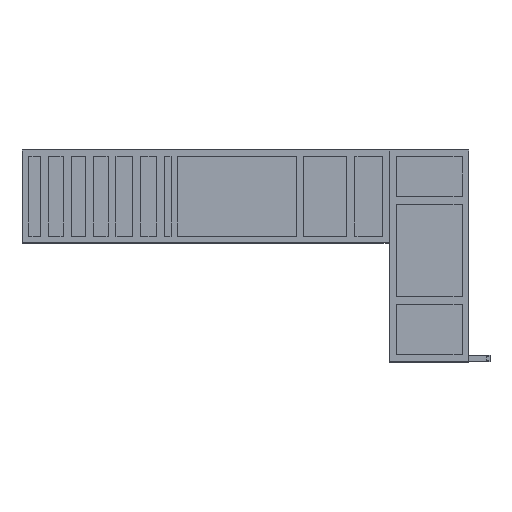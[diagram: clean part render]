
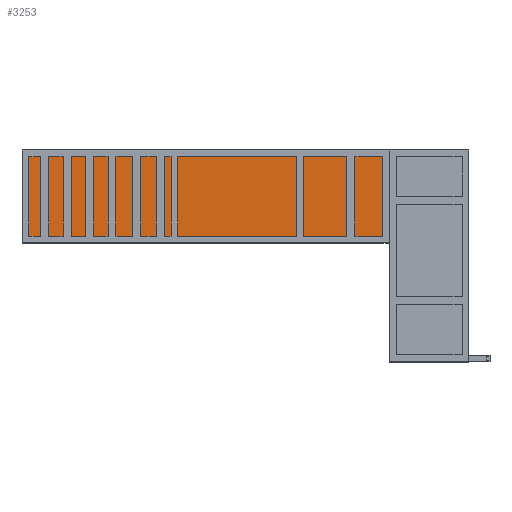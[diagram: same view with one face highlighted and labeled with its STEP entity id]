
A CAD part, top view. The second image highlights one B-rep face of the part: STEP entity #3253.
In plain terms, the highlighted planar face has unit normal (0, 0, 1).
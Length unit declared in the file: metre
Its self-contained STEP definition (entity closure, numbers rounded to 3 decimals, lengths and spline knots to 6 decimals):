
#82=ORIENTED_EDGE('',*,*,#972,.F.);
#83=ORIENTED_EDGE('',*,*,#976,.T.);
#84=ORIENTED_EDGE('',*,*,#979,.T.);
#85=ORIENTED_EDGE('',*,*,#982,.T.);
#86=ORIENTED_EDGE('',*,*,#985,.T.);
#87=ORIENTED_EDGE('',*,*,#988,.F.);
#88=ORIENTED_EDGE('',*,*,#991,.T.);
#89=ORIENTED_EDGE('',*,*,#994,.F.);
#90=ORIENTED_EDGE('',*,*,#997,.F.);
#91=ORIENTED_EDGE('',*,*,#1000,.F.);
#92=ORIENTED_EDGE('',*,*,#1003,.F.);
#93=ORIENTED_EDGE('',*,*,#1005,.T.);
#972=EDGE_CURVE('',#1440,#1441,#1728,.T.);
#976=EDGE_CURVE('',#1440,#1443,#1732,.T.);
#979=EDGE_CURVE('',#1443,#1445,#1735,.T.);
#982=EDGE_CURVE('',#1445,#1447,#1738,.T.);
#985=EDGE_CURVE('',#1447,#1449,#1741,.T.);
#988=EDGE_CURVE('',#1451,#1449,#1744,.T.);
#991=EDGE_CURVE('',#1451,#1453,#1747,.T.);
#994=EDGE_CURVE('',#1455,#1453,#1750,.T.);
#997=EDGE_CURVE('',#1457,#1455,#1753,.T.);
#1000=EDGE_CURVE('',#1459,#1457,#1756,.T.);
#1003=EDGE_CURVE('',#1461,#1459,#1759,.T.);
#1005=EDGE_CURVE('',#1461,#1441,#1761,.T.);
#1440=VERTEX_POINT('',#4463);
#1441=VERTEX_POINT('',#4465);
#1443=VERTEX_POINT('',#4471);
#1445=VERTEX_POINT('',#4477);
#1447=VERTEX_POINT('',#4483);
#1449=VERTEX_POINT('',#4489);
#1451=VERTEX_POINT('',#4495);
#1453=VERTEX_POINT('',#4501);
#1455=VERTEX_POINT('',#4507);
#1457=VERTEX_POINT('',#4513);
#1459=VERTEX_POINT('',#4519);
#1461=VERTEX_POINT('',#4525);
#1728=LINE('',#4464,#2196);
#1732=LINE('',#4472,#2200);
#1735=LINE('',#4478,#2203);
#1738=LINE('',#4484,#2206);
#1741=LINE('',#4490,#2209);
#1744=LINE('',#4496,#2212);
#1747=LINE('',#4502,#2215);
#1750=LINE('',#4508,#2218);
#1753=LINE('',#4514,#2221);
#1756=LINE('',#4520,#2224);
#1759=LINE('',#4526,#2227);
#1761=LINE('',#4529,#2229);
#2196=VECTOR('',#3643,1.);
#2200=VECTOR('',#3649,1.);
#2203=VECTOR('',#3654,1.);
#2206=VECTOR('',#3659,1.);
#2209=VECTOR('',#3664,1.);
#2212=VECTOR('',#3669,1.);
#2215=VECTOR('',#3674,1.);
#2218=VECTOR('',#3679,1.);
#2221=VECTOR('',#3684,1.);
#2224=VECTOR('',#3689,1.);
#2227=VECTOR('',#3694,1.);
#2229=VECTOR('',#3698,1.);
#2674=EDGE_LOOP('',(#82,#83,#84,#85,#86,#87,#88,#89,#90,#91,#92,#93));
#2878=FACE_BOUND('',#2674,.T.);
#3082=PLANE('',#3474);
#3253=ADVANCED_FACE('',(#2878),#3082,.T.);
#3474=AXIS2_PLACEMENT_3D('',#4530,#3699,#3700);
#3643=DIRECTION('',(1.,0.,0.));
#3649=DIRECTION('',(0.,-1.,0.));
#3654=DIRECTION('',(1.,0.,0.));
#3659=DIRECTION('',(0.,-1.,0.));
#3664=DIRECTION('',(1.,0.,0.));
#3669=DIRECTION('',(0.,-1.,0.));
#3674=DIRECTION('',(1.,0.,0.));
#3679=DIRECTION('',(0.,-1.,0.));
#3684=DIRECTION('',(1.,0.,0.));
#3689=DIRECTION('',(0.,-1.,0.));
#3694=DIRECTION('',(1.,0.,0.));
#3698=DIRECTION('',(0.,-1.,0.));
#3699=DIRECTION('',(0.,0.,1.));
#3700=DIRECTION('',(1.,0.,0.));
#4463=CARTESIAN_POINT('',(-0.3508,-0.0254,0.01));
#4464=CARTESIAN_POINT('',(-0.3381,-0.0254,0.01));
#4465=CARTESIAN_POINT('',(-0.3254,-0.0254,0.01));
#4471=CARTESIAN_POINT('',(-0.3508,-1.3642,0.01));
#4472=CARTESIAN_POINT('',(-0.3508,-0.6948,0.01));
#4477=CARTESIAN_POINT('',(-0.3254,-1.3642,0.01));
#4478=CARTESIAN_POINT('',(-0.3381,-1.3642,0.01));
#4483=CARTESIAN_POINT('',(-0.3254,-1.3896,0.01));
#4484=CARTESIAN_POINT('',(-0.3254,-1.3769,0.01));
#4489=CARTESIAN_POINT('',(-0.0254,-1.3896,0.01));
#4490=CARTESIAN_POINT('',(-0.1754,-1.3896,0.01));
#4495=CARTESIAN_POINT('',(-0.0254,-1.3642,0.01));
#4496=CARTESIAN_POINT('',(-0.0254,-1.3769,0.01));
#4501=CARTESIAN_POINT('',(0.,-1.3642,0.01));
#4502=CARTESIAN_POINT('',(-0.0127,-1.3642,0.01));
#4507=CARTESIAN_POINT('',(0.,-0.0254,0.01));
#4508=CARTESIAN_POINT('',(0.,-0.6948,0.01));
#4513=CARTESIAN_POINT('',(-0.0254,-0.0254,0.01));
#4514=CARTESIAN_POINT('',(-0.0127,-0.0254,0.01));
#4519=CARTESIAN_POINT('',(-0.0254,0.,0.01));
#4520=CARTESIAN_POINT('',(-0.0254,-0.0127,0.01));
#4525=CARTESIAN_POINT('',(-0.3254,0.,0.01));
#4526=CARTESIAN_POINT('',(-0.1754,0.,0.01));
#4529=CARTESIAN_POINT('',(-0.3254,-0.0127,0.01));
#4530=CARTESIAN_POINT('',(-0.1754,-0.6948,0.01));
